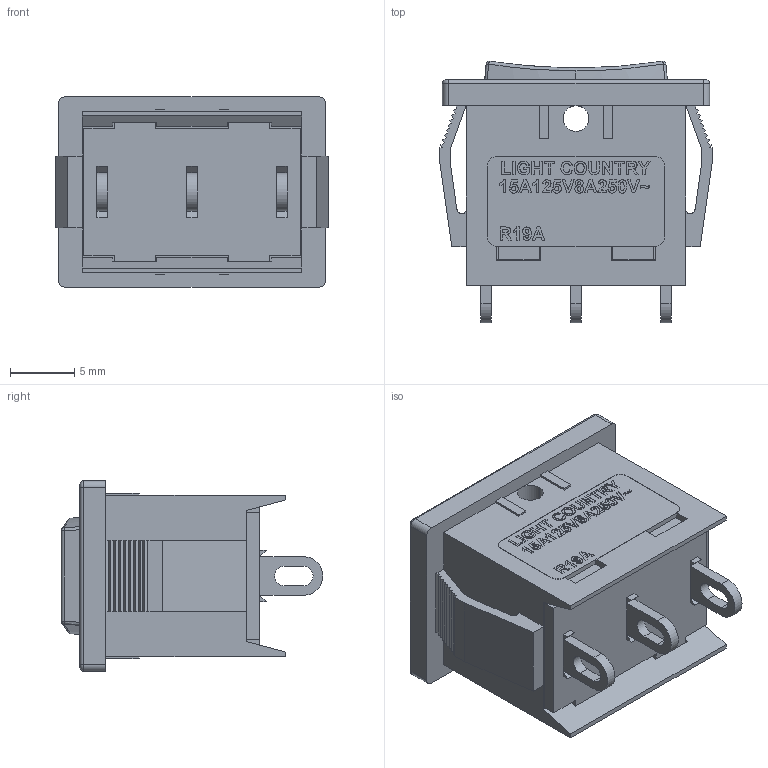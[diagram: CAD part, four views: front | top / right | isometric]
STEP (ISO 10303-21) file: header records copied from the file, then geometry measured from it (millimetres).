
FILE_DESCRIPTION (( 'STEP AP214' ), '1' );
FILE_NAME ('SW3dPS-Light Country RA6-X-KWBSOF Rocker Switch.STEP', '2009-06-02T23:27:16', ( 'sysAdmin' ), ( 'SolidWorks' ), 'SwSTEP 2.0', 'SolidWorks 2009', '' );
FILE_SCHEMA (( 'AUTOMOTIVE_DESIGN' ));
Length unit declared in the file: millimetre
Products named in the file (1): SW3dPS-Light Country RA6-X-KWBSOF Rocker Switch
Bounding box: 21.2 x 20.36 x 14.8 mm (x, y, z)
Volume: 3438.3 mm3; surface area: 2595.9 mm2
Topology: 2 solids, 2 shells, 615 faces, 1663 edges, 1088 vertices
Faces by surface type: plane 410, bspline 154, cylinder 40, torus 4, sphere 4, cone 3
Entity records: 27713 total; most frequent: CARTESIAN_POINT 12394, ORIENTED_EDGE 3310, DIRECTION 2347, EDGE_CURVE 1655, VECTOR 1245, LINE 1245, VERTEX_POINT 1084, EDGE_LOOP 675
